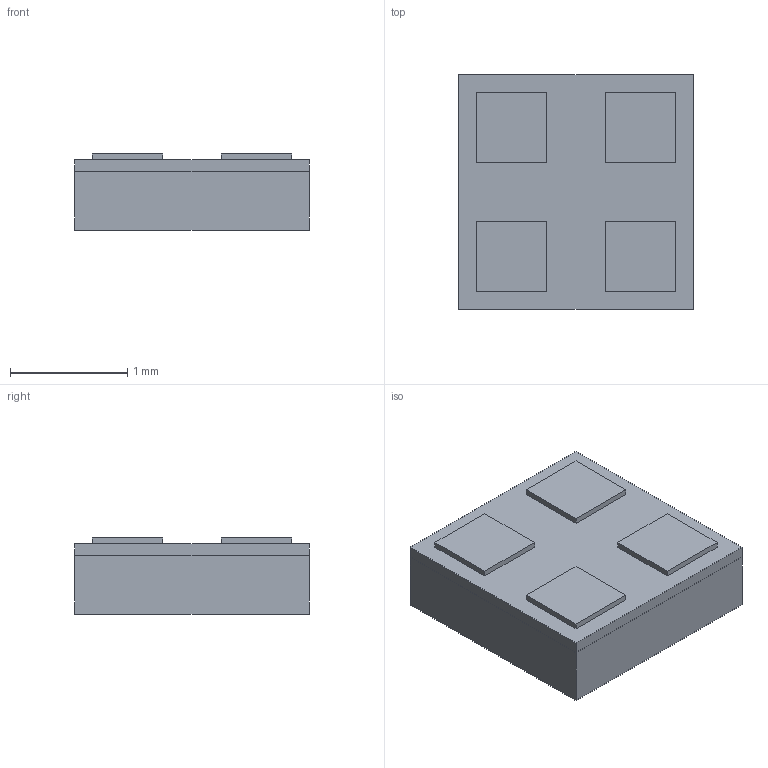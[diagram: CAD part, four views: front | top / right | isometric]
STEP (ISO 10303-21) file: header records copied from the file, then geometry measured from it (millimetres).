
FILE_DESCRIPTION (( 'STEP AP214' ), '1' );
FILE_NAME ('SK6812-EC20.STEP', '2024-09-02T17:09:02', ( '' ), ( '' ), 'SwSTEP 2.0', 'SolidWorks 2024', '' );
FILE_SCHEMA (( 'AUTOMOTIVE_DESIGN' ));
Length unit declared in the file: millimetre
Products named in the file (1): SK6812-EC20
Bounding box: 2 x 2 x 0.65 mm (x, y, z)
Volume: 2.5 mm3; surface area: 21.3 mm2
Topology: 2 solids, 2 shells, 104 faces, 279 edges, 186 vertices
Faces by surface type: plane 93, cylinder 11
Entity records: 4381 total; most frequent: CARTESIAN_POINT 570, ORIENTED_EDGE 558, DIRECTION 511, EDGE_CURVE 279, LINE 257, VECTOR 257, VERTEX_POINT 186, AXIS2_PLACEMENT_3D 127
